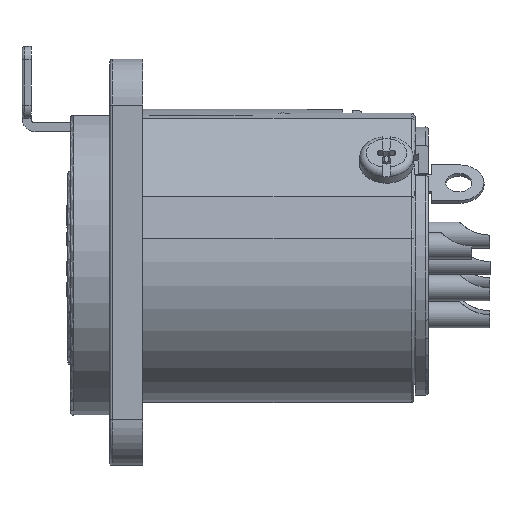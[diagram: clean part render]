
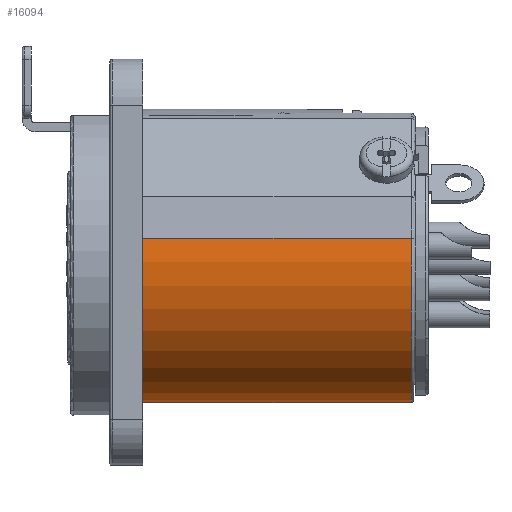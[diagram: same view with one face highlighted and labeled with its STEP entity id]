
A CAD part, front view. The second image highlights one B-rep face of the part: STEP entity #16094.
In plain terms, the highlighted cylindrical face has radius 10.7 mm (diameter 21.4 mm), a partial arc.
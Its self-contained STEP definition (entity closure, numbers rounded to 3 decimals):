
#1249=FACE_OUTER_BOUND('',#2180,.T.);
#2180=EDGE_LOOP('',(#11902,#11903,#11904,#11905));
#3781=LINE('',#23630,#5305);
#3787=LINE('',#23646,#5311);
#5305=VECTOR('',#18646,20.8);
#5311=VECTOR('',#18664,20.8);
#6592=CIRCLE('',#17023,10.7);
#6599=CIRCLE('',#17037,10.7);
#7244=VERTEX_POINT('',#23548);
#7250=VERTEX_POINT('',#23581);
#7261=VERTEX_POINT('',#23629);
#7265=VERTEX_POINT('',#23645);
#9022=EDGE_CURVE('',#7244,#7250,#6592,.T.);
#9038=EDGE_CURVE('',#7261,#7250,#3781,.T.);
#9048=EDGE_CURVE('',#7265,#7244,#3787,.T.);
#9049=EDGE_CURVE('',#7261,#7265,#6599,.T.);
#11902=ORIENTED_EDGE('',*,*,#9022,.F.);
#11903=ORIENTED_EDGE('',*,*,#9048,.F.);
#11904=ORIENTED_EDGE('',*,*,#9049,.F.);
#11905=ORIENTED_EDGE('',*,*,#9038,.T.);
#15800=CYLINDRICAL_SURFACE('',#17036,10.7);
#16094=ADVANCED_FACE('',(#1249),#15800,.T.);
#17023=AXIS2_PLACEMENT_3D('',#23585,#18619,#18620);
#17036=AXIS2_PLACEMENT_3D('',#23644,#18662,#18663);
#17037=AXIS2_PLACEMENT_3D('',#23647,#18665,#18666);
#18619=DIRECTION('center_axis',(0.,0.,1.));
#18620=DIRECTION('ref_axis',(0.976,0.216,0.));
#18646=DIRECTION('',(0.,0.,1.));
#18662=DIRECTION('center_axis',(0.,0.,1.));
#18663=DIRECTION('ref_axis',(0.174,0.985,0.));
#18664=DIRECTION('',(0.,0.,1.));
#18665=DIRECTION('center_axis',(0.,0.,-1.));
#18666=DIRECTION('ref_axis',(0.174,0.985,0.));
#23548=CARTESIAN_POINT('',(-1.858,-10.537,23.));
#23581=CARTESIAN_POINT('',(-6.137,8.765,23.));
#23585=CARTESIAN_POINT('Origin',(0.,0.,23.));
#23629=CARTESIAN_POINT('',(-6.137,8.765,2.2));
#23630=CARTESIAN_POINT('',(-6.137,8.765,2.2));
#23644=CARTESIAN_POINT('Origin',(0.,0.,2.2));
#23645=CARTESIAN_POINT('',(-1.858,-10.537,2.2));
#23646=CARTESIAN_POINT('',(-1.858,-10.537,2.2));
#23647=CARTESIAN_POINT('Origin',(0.,0.,2.2));
